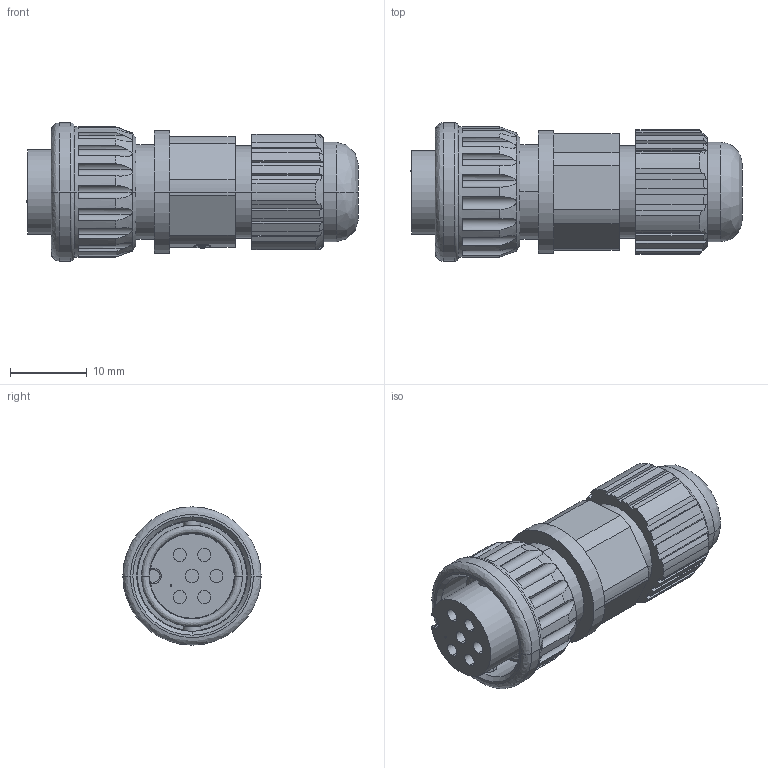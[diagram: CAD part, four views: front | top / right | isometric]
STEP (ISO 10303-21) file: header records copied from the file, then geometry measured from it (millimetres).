
FILE_DESCRIPTION (( 'STEP AP203' ), '1' );
FILE_NAME ('P178.STEP', '2020-03-31T05:43:07', ( 'edpusr' ), ( 'Microsoft' ), 'SwSTEP 2.0', 'SolidWorks 2015', '' );
FILE_SCHEMA (( 'CONFIG_CONTROL_DESIGN' ));
Length unit declared in the file: millimetre
Products named in the file (1): P178
Bounding box: 43.2 x 18 x 18 mm (x, y, z)
Volume: 6524.7 mm3; surface area: 4331.4 mm2
Topology: 1 solids, 1 shells, 466 faces, 1264 edges, 831 vertices
Faces by surface type: plane 255, cylinder 177, bspline 22, cone 12
Entity records: 15827 total; most frequent: CARTESIAN_POINT 3946, ORIENTED_EDGE 2524, DIRECTION 2430, EDGE_CURVE 1262, AXIS2_PLACEMENT_3D 847, VERTEX_POINT 831, VECTOR 736, LINE 736
